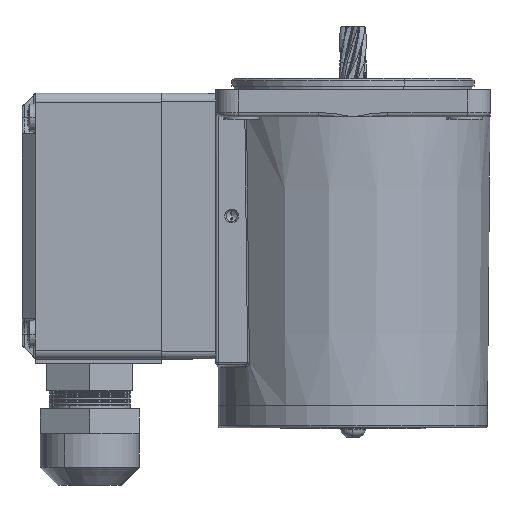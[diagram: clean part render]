
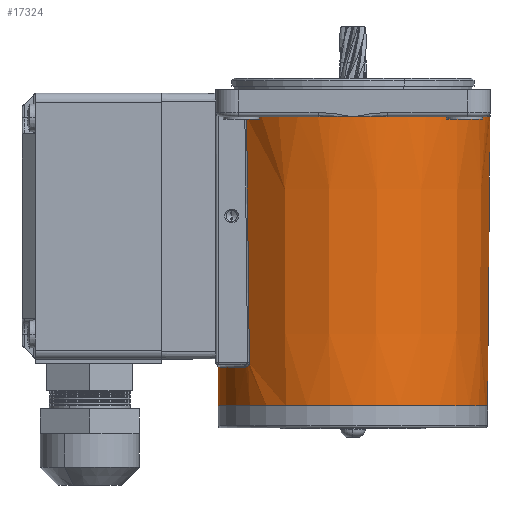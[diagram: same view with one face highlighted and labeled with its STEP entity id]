
A CAD part, left-side view. The second image highlights one B-rep face of the part: STEP entity #17324.
In plain terms, the highlighted conical face has half-angle 0.5 degrees and reference radius 29.841 mm.
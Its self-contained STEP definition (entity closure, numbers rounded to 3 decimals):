
#8457 = B_SPLINE_CURVE_WITH_KNOTS ( 'NONE', 3,
 ( #8500, #8495, #8494, #8493, #8492, #8491, #8490, #8489, #8488, #8487, #8486, #8548, #8547 ),
 .UNSPECIFIED., .F., .F.,
 ( 4, 3, 3, 3, 4 ),
 ( 0., 0.001, 0.005, 0.021, 0.054 ),
 .UNSPECIFIED. ) ;
#8486 = CARTESIAN_POINT ( 'NONE',  ( 23.222, 19.182, -38.164 ) ) ;
#8487 = CARTESIAN_POINT ( 'NONE',  ( 23.347, 19.183, -26.999 ) ) ;
#8488 = CARTESIAN_POINT ( 'NONE',  ( 23.407, 19.183, -21.666 ) ) ;
#8489 = CARTESIAN_POINT ( 'NONE',  ( 23.467, 19.184, -16.333 ) ) ;
#8490 = CARTESIAN_POINT ( 'NONE',  ( 23.526, 19.184, -11. ) ) ;
#8491 = CARTESIAN_POINT ( 'NONE',  ( 23.541, 19.184, -9.666 ) ) ;
#8492 = CARTESIAN_POINT ( 'NONE',  ( 23.556, 19.184, -8.333 ) ) ;
#8493 = CARTESIAN_POINT ( 'NONE',  ( 23.571, 19.184, -7. ) ) ;
#8494 = CARTESIAN_POINT ( 'NONE',  ( 23.575, 19.184, -6.667 ) ) ;
#8495 = CARTESIAN_POINT ( 'NONE',  ( 23.578, 19.184, -6.333 ) ) ;
#8498 = CARTESIAN_POINT ( 'NONE',  ( 23.582, 19.184, -6. ) ) ;
#8499 = CARTESIAN_POINT ( 'NONE',  ( 29.841, 0., -70.097 ) ) ;
#8500 = CARTESIAN_POINT ( 'NONE',  ( 23.582, 19.184, -6. ) ) ;
#8501 = CARTESIAN_POINT ( 'NONE',  ( 22.97, 19.18, -60.496 ) ) ;
#8505 = CARTESIAN_POINT ( 'NONE',  ( 23.746, 18.196, -61.496 ) ) ;
#8507 = AXIS2_PLACEMENT_3D ( 'NONE', #8540, #8533, #8529 ) ;
#8515 = DIRECTION ( 'NONE',  ( -0.009, 0., 1. ) ) ;
#8516 = VECTOR ( 'NONE', #8515, 1000. ) ;
#8520 = CARTESIAN_POINT ( 'NONE',  ( -29.841, 0., -70.097 ) ) ;
#8522 = CARTESIAN_POINT ( 'NONE',  ( -29.841, 0., -70.097 ) ) ;
#8523 = LINE ( 'NONE', #8522, #8516 ) ;
#8527 = FACE_OUTER_BOUND ( 'NONE', #17336, .T. ) ;
#8528 = CARTESIAN_POINT ( 'NONE',  ( 0., 30.4, -6. ) ) ;
#8529 = DIRECTION ( 'NONE',  ( 1., 0., 0. ) ) ;
#8530 = CARTESIAN_POINT ( 'NONE',  ( -7.733, 29.4, -6. ) ) ;
#8533 = DIRECTION ( 'NONE',  ( 0., 0., 1. ) ) ;
#8539 = CARTESIAN_POINT ( 'NONE',  ( -30.4, 0., -6. ) ) ;
#8540 = CARTESIAN_POINT ( 'NONE',  ( 0., 0., -70.097 ) ) ;
#8543 = CONICAL_SURFACE ( 'NONE', #8507, 29.841, 0.009 ) ;
#8547 = CARTESIAN_POINT ( 'NONE',  ( 22.97, 19.18, -60.496 ) ) ;
#8548 = CARTESIAN_POINT ( 'NONE',  ( 23.096, 19.181, -49.33 ) ) ;
#8588 = CARTESIAN_POINT ( 'NONE',  ( 22.97, 19.18, -60.496 ) ) ;
#8589 = CARTESIAN_POINT ( 'NONE',  ( 22.968, 19.18, -60.645 ) ) ;
#8590 = CARTESIAN_POINT ( 'NONE',  ( 22.995, 19.146, -60.791 ) ) ;
#8591 = CARTESIAN_POINT ( 'NONE',  ( 23.065, 19.058, -60.982 ) ) ;
#8592 = CARTESIAN_POINT ( 'NONE',  ( 23.094, 19.022, -61.042 ) ) ;
#8593 = CARTESIAN_POINT ( 'NONE',  ( 23.158, 18.943, -61.149 ) ) ;
#8594 = CARTESIAN_POINT ( 'NONE',  ( 23.193, 18.9, -61.197 ) ) ;
#8595 = CARTESIAN_POINT ( 'NONE',  ( 23.382, 18.664, -61.412 ) ) ;
#8596 = CARTESIAN_POINT ( 'NONE',  ( 23.565, 18.432, -61.496 ) ) ;
#8597 = CARTESIAN_POINT ( 'NONE',  ( 23.746, 18.196, -61.496 ) ) ;
#8599 = B_SPLINE_CURVE_WITH_KNOTS ( 'NONE', 3,
 ( #8597, #8596, #8595, #8594, #8593, #8592, #8591, #8590, #8589, #8588 ),
 .UNSPECIFIED., .F., .F.,
 ( 4, 2, 2, 2, 4 ),
 ( 0., 0.001, 0.001, 0.001, 0.002 ),
 .UNSPECIFIED. ) ;
#8608 = CARTESIAN_POINT ( 'NONE',  ( -29.4, 7.733, -6. ) ) ;
#8610 = CARTESIAN_POINT ( 'NONE',  ( 0., 0., -70.097 ) ) ;
#8613 = DIRECTION ( 'NONE',  ( 0.009, 0., 1. ) ) ;
#8614 = VECTOR ( 'NONE', #8613, 1000. ) ;
#8615 = CARTESIAN_POINT ( 'NONE',  ( 29.916, 0., -61.495 ) ) ;
#8616 = CARTESIAN_POINT ( 'NONE',  ( 29.916, 0.32, -61.495 ) ) ;
#8617 = CARTESIAN_POINT ( 'NONE',  ( 29.911, 0.64, -61.496 ) ) ;
#8618 = CARTESIAN_POINT ( 'NONE',  ( 29.9, 0.96, -61.496 ) ) ;
#8619 = CARTESIAN_POINT ( 'NONE',  ( 29.841, 0., -70.097 ) ) ;
#8620 = LINE ( 'NONE', #8619, #8614 ) ;
#8622 = B_SPLINE_CURVE_WITH_KNOTS ( 'NONE', 3,
 ( #8618, #8617, #8616, #8615 ),
 .UNSPECIFIED., .F., .F.,
 ( 4, 4 ),
 ( 0., 0.001 ),
 .UNSPECIFIED. ) ;
#8634 = DIRECTION ( 'NONE',  ( 1., 0., 0. ) ) ;
#8635 = DIRECTION ( 'NONE',  ( 0., 0., 1. ) ) ;
#8636 = AXIS2_PLACEMENT_3D ( 'NONE', #8666, #8687, #8683 ) ;
#8637 = CARTESIAN_POINT ( 'NONE',  ( 0., 0., -6. ) ) ;
#8638 = CARTESIAN_POINT ( 'NONE',  ( 0., 0., -6. ) ) ;
#8639 = CIRCLE ( 'NONE', #8684, 30.4 ) ;
#8640 = CARTESIAN_POINT ( 'NONE',  ( 7.733, 29.4, -6. ) ) ;
#8641 = DIRECTION ( 'NONE',  ( -1., 0., 0. ) ) ;
#8642 = DIRECTION ( 'NONE',  ( 0., 0., -1. ) ) ;
#8643 = CARTESIAN_POINT ( 'NONE',  ( 0., 0., -61.496 ) ) ;
#8644 = AXIS2_PLACEMENT_3D ( 'NONE', #8610, #8635, #8634 ) ;
#8645 = CIRCLE ( 'NONE', #8653, 29.916 ) ;
#8646 = DIRECTION ( 'NONE',  ( 1., 0., 0. ) ) ;
#8647 = DIRECTION ( 'NONE',  ( 0., 0., 1. ) ) ;
#8648 = CARTESIAN_POINT ( 'NONE',  ( 0., 0., -6. ) ) ;
#8649 = CIRCLE ( 'NONE', #8636, 30.4 ) ;
#8650 = CARTESIAN_POINT ( 'NONE',  ( 29.916, 0., -61.495 ) ) ;
#8651 = CIRCLE ( 'NONE', #8644, 29.841 ) ;
#8653 = AXIS2_PLACEMENT_3D ( 'NONE', #8643, #8642, #8641 ) ;
#8654 = CARTESIAN_POINT ( 'NONE',  ( 29.9, 0.96, -61.496 ) ) ;
#8655 = AXIS2_PLACEMENT_3D ( 'NONE', #8648, #8647, #8646 ) ;
#8660 = CIRCLE ( 'NONE', #8655, 30.4 ) ;
#8666 = CARTESIAN_POINT ( 'NONE',  ( 0., 0., -6. ) ) ;
#8679 = DIRECTION ( 'NONE',  ( 1., 0., 0. ) ) ;
#8680 = DIRECTION ( 'NONE',  ( 0., 0., 1. ) ) ;
#8683 = DIRECTION ( 'NONE',  ( 1., 0., 0. ) ) ;
#8684 = AXIS2_PLACEMENT_3D ( 'NONE', #8637, #8680, #8679 ) ;
#8687 = DIRECTION ( 'NONE',  ( 0., 0., 1. ) ) ;
#8688 = DIRECTION ( 'NONE',  ( 1., 0., 0. ) ) ;
#8689 = DIRECTION ( 'NONE',  ( 0., 0., 1. ) ) ;
#8690 = CARTESIAN_POINT ( 'NONE',  ( 0., 0., -6. ) ) ;
#8691 = AXIS2_PLACEMENT_3D ( 'NONE', #8690, #8689, #8688 ) ;
#8692 = CIRCLE ( 'NONE', #8691, 30.4 ) ;
#8694 = DIRECTION ( 'NONE',  ( 1., 0., 0. ) ) ;
#8695 = DIRECTION ( 'NONE',  ( 0., 0., 1. ) ) ;
#8696 = AXIS2_PLACEMENT_3D ( 'NONE', #8638, #8695, #8694 ) ;
#8697 = CIRCLE ( 'NONE', #8696, 30.4 ) ;
#17308 = VERTEX_POINT ( 'NONE', #8505 ) ;
#17309 = EDGE_CURVE ( 'NONE', #17318, #17310, #8457, .T. ) ;
#17310 = VERTEX_POINT ( 'NONE', #8501 ) ;
#17313 = VERTEX_POINT ( 'NONE', #8499 ) ;
#17318 = VERTEX_POINT ( 'NONE', #8498 ) ;
#17320 = VERTEX_POINT ( 'NONE', #8539 ) ;
#17322 = VERTEX_POINT ( 'NONE', #8528 ) ;
#17323 = VERTEX_POINT ( 'NONE', #8530 ) ;
#17324 = ADVANCED_FACE ( 'NONE', ( #8527 ), #8543, .T. ) ;
#17325 = VERTEX_POINT ( 'NONE', #8520 ) ;
#17326 = EDGE_CURVE ( 'NONE', #17325, #17320, #8523, .T. ) ;
#17336 = EDGE_LOOP ( 'NONE', ( #17337, #17384, #17390, #17393, #17386, #17373, #17376, #17379, #17382, #17358, #17361, #17364 ) ) ;
#17337 = ORIENTED_EDGE ( 'NONE', *, *, #17385, .T. ) ;
#17347 = EDGE_CURVE ( 'NONE', #17308, #17310, #8599, .T. ) ;
#17358 = ORIENTED_EDGE ( 'NONE', *, *, #17383, .T. ) ;
#17359 = EDGE_CURVE ( 'NONE', #17372, #17375, #8622, .T. ) ;
#17361 = ORIENTED_EDGE ( 'NONE', *, *, #17359, .T. ) ;
#17362 = EDGE_CURVE ( 'NONE', #17313, #17375, #8620, .T. ) ;
#17364 = ORIENTED_EDGE ( 'NONE', *, *, #17362, .F. ) ;
#17372 = VERTEX_POINT ( 'NONE', #8654 ) ;
#17373 = ORIENTED_EDGE ( 'NONE', *, *, #17392, .F. ) ;
#17374 = EDGE_CURVE ( 'NONE', #17318, #17389, #8660, .T. ) ;
#17375 = VERTEX_POINT ( 'NONE', #8650 ) ;
#17376 = ORIENTED_EDGE ( 'NONE', *, *, #17374, .F. ) ;
#17379 = ORIENTED_EDGE ( 'NONE', *, *, #17309, .T. ) ;
#17382 = ORIENTED_EDGE ( 'NONE', *, *, #17347, .F. ) ;
#17383 = EDGE_CURVE ( 'NONE', #17308, #17372, #8645, .T. ) ;
#17384 = ORIENTED_EDGE ( 'NONE', *, *, #17326, .T. ) ;
#17385 = EDGE_CURVE ( 'NONE', #17313, #17325, #8651, .T. ) ;
#17386 = ORIENTED_EDGE ( 'NONE', *, *, #17394, .F. ) ;
#17387 = VERTEX_POINT ( 'NONE', #8608 ) ;
#17388 = EDGE_CURVE ( 'NONE', #17387, #17320, #8697, .T. ) ;
#17389 = VERTEX_POINT ( 'NONE', #8640 ) ;
#17390 = ORIENTED_EDGE ( 'NONE', *, *, #17388, .F. ) ;
#17391 = EDGE_CURVE ( 'NONE', #17323, #17387, #8692, .T. ) ;
#17392 = EDGE_CURVE ( 'NONE', #17389, #17322, #8649, .T. ) ;
#17393 = ORIENTED_EDGE ( 'NONE', *, *, #17391, .F. ) ;
#17394 = EDGE_CURVE ( 'NONE', #17322, #17323, #8639, .T. ) ;
